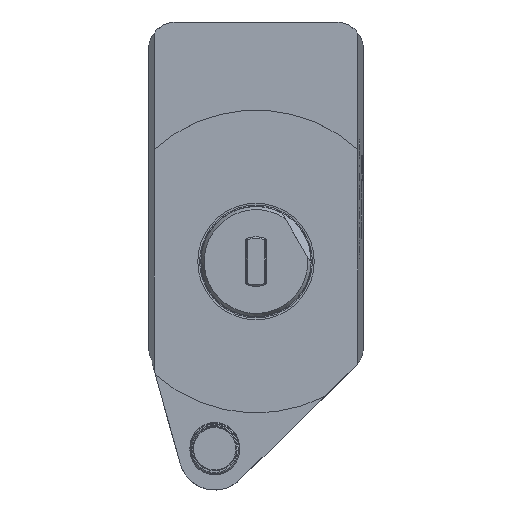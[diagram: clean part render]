
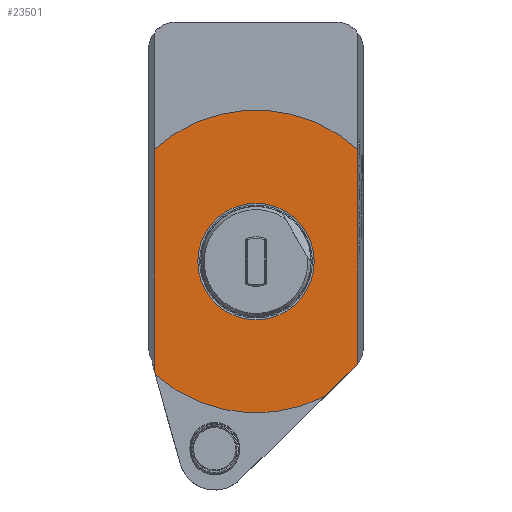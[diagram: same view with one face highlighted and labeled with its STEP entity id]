
A CAD part, front view. The second image highlights one B-rep face of the part: STEP entity #23501.
In plain terms, the highlighted planar face has unit normal (0, -1, 0).
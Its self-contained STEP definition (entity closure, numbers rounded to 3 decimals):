
#147 = VERTEX_POINT ( 'NONE', #18932 ) ;
#1262 = EDGE_CURVE ( 'NONE', #17290, #9538, #10376, .T. ) ;
#1447 = LINE ( 'NONE', #11727, #15195 ) ;
#1528 = CARTESIAN_POINT ( 'NONE',  ( 24.9, -12.2, -49.041 ) ) ;
#1746 = LINE ( 'NONE', #2579, #21963 ) ;
#1973 = EDGE_CURVE ( 'NONE', #18146, #19192, #4221, .T. ) ;
#2093 = VECTOR ( 'NONE', #16535, 1000. ) ;
#2418 = DIRECTION ( 'NONE',  ( 0.269, 0., -0.963 ) ) ;
#2579 = CARTESIAN_POINT ( 'NONE',  ( -27.521, -12.2, -73.495 ) ) ;
#2703 = DIRECTION ( 'NONE',  ( 0., -1., 0. ) ) ;
#2722 = EDGE_CURVE ( 'NONE', #16763, #10180, #1447, .T. ) ;
#3666 = EDGE_CURVE ( 'NONE', #147, #16763, #8399, .T. ) ;
#3814 = DIRECTION ( 'NONE',  ( 0., 0., 1. ) ) ;
#3828 = ORIENTED_EDGE ( 'NONE', *, *, #19329, .T. ) ;
#4098 = PLANE ( 'NONE',  #10524 ) ;
#4134 = AXIS2_PLACEMENT_3D ( 'NONE', #15254, #9655, #9328 ) ;
#4221 = LINE ( 'NONE', #18754, #2093 ) ;
#4317 = CIRCLE ( 'NONE', #14924, 21.153 ) ;
#5113 = FACE_OUTER_BOUND ( 'NONE', #13864, .T. ) ;
#5925 = DIRECTION ( 'NONE',  ( 0., -1., 0. ) ) ;
#6052 = LINE ( 'NONE', #20213, #20791 ) ;
#6166 = CARTESIAN_POINT ( 'NONE',  ( 0., -12.2, 0. ) ) ;
#6237 = ORIENTED_EDGE ( 'NONE', *, *, #1973, .F. ) ;
#6569 = DIRECTION ( 'NONE',  ( 0.714, 0., 0.701 ) ) ;
#6663 = CARTESIAN_POINT ( 'NONE',  ( 37., -12.2, 40.694 ) ) ;
#7555 = EDGE_CURVE ( 'NONE', #18146, #17290, #1746, .T. ) ;
#8399 = CIRCLE ( 'NONE', #22389, 10. ) ;
#8523 = CIRCLE ( 'NONE', #4134, 55. ) ;
#8929 = ORIENTED_EDGE ( 'NONE', *, *, #7555, .T. ) ;
#9328 = DIRECTION ( 'NONE',  ( 0., 0., -1. ) ) ;
#9538 = VERTEX_POINT ( 'NONE', #1528 ) ;
#9536 = CARTESIAN_POINT ( 'NONE',  ( -37., -12.2, -39.535 ) ) ;
#9655 = DIRECTION ( 'NONE',  ( 0., -1., 0. ) ) ;
#9814 = DIRECTION ( 'NONE',  ( 0., 1., 0. ) ) ;
#9911 = DIRECTION ( 'NONE',  ( 0., 0., 1. ) ) ;
#10180 = VERTEX_POINT ( 'NONE', #6663 ) ;
#10376 = CIRCLE ( 'NONE', #16550, 55. ) ;
#10524 = AXIS2_PLACEMENT_3D ( 'NONE', #15911, #21480, #23541 ) ;
#10825 = ORIENTED_EDGE ( 'NONE', *, *, #23265, .T. ) ;
#11611 = CARTESIAN_POINT ( 'NONE',  ( 37., -12.2, -37. ) ) ;
#11727 = CARTESIAN_POINT ( 'NONE',  ( 37., -12.2, -83. ) ) ;
#11937 = CARTESIAN_POINT ( 'NONE',  ( 0., -12.2, 0. ) ) ;
#11948 = ORIENTED_EDGE ( 'NONE', *, *, #3666, .T. ) ;
#13752 = CARTESIAN_POINT ( 'NONE',  ( 0., -12.2, 21.153 ) ) ;
#13864 = EDGE_LOOP ( 'NONE', ( #23629, #22124, #6237, #8929, #16109, #10825, #11948 ) ) ;
#14659 = CARTESIAN_POINT ( 'NONE',  ( 29., -12.2, -31. ) ) ;
#14924 = AXIS2_PLACEMENT_3D ( 'NONE', #11937, #9814, #9911 ) ;
#15081 = VERTEX_POINT ( 'NONE', #13752 ) ;
#15195 = VECTOR ( 'NONE', #3814, 1000. ) ;
#15254 = CARTESIAN_POINT ( 'NONE',  ( 0., -12.2, 0. ) ) ;
#15911 = CARTESIAN_POINT ( 'NONE',  ( 0., -12.2, -20. ) ) ;
#16109 = ORIENTED_EDGE ( 'NONE', *, *, #1262, .T. ) ;
#16535 = DIRECTION ( 'NONE',  ( 0., 0., 1. ) ) ;
#16550 = AXIS2_PLACEMENT_3D ( 'NONE', #6166, #5925, #21789 ) ;
#16763 = VERTEX_POINT ( 'NONE', #11611 ) ;
#17290 = VERTEX_POINT ( 'NONE', #20489 ) ;
#18146 = VERTEX_POINT ( 'NONE', #9536 ) ;
#18754 = CARTESIAN_POINT ( 'NONE',  ( -37., -12.2, -83. ) ) ;
#18932 = CARTESIAN_POINT ( 'NONE',  ( 36.006, -12.2, -38.135 ) ) ;
#19192 = VERTEX_POINT ( 'NONE', #21171 ) ;
#19329 = EDGE_CURVE ( 'NONE', #15081, #15081, #4317, .T. ) ;
#19926 = EDGE_LOOP ( 'NONE', ( #3828 ) ) ;
#20213 = CARTESIAN_POINT ( 'NONE',  ( 36.006, -12.2, -38.135 ) ) ;
#20461 = DIRECTION ( 'NONE',  ( 0., 0., -1. ) ) ;
#20489 = CARTESIAN_POINT ( 'NONE',  ( -36.568, -12.2, -41.083 ) ) ;
#20791 = VECTOR ( 'NONE', #6569, 1000. ) ;
#21171 = CARTESIAN_POINT ( 'NONE',  ( -37., -12.2, 40.694 ) ) ;
#21480 = DIRECTION ( 'NONE',  ( 0., -1., 0. ) ) ;
#21789 = DIRECTION ( 'NONE',  ( 0., 0., -1. ) ) ;
#21963 = VECTOR ( 'NONE', #2418, 1000. ) ;
#22124 = ORIENTED_EDGE ( 'NONE', *, *, #23097, .T. ) ;
#22389 = AXIS2_PLACEMENT_3D ( 'NONE', #14659, #2703, #20461 ) ;
#23097 = EDGE_CURVE ( 'NONE', #10180, #19192, #8523, .T. ) ;
#23265 = EDGE_CURVE ( 'NONE', #9538, #147, #6052, .T. ) ;
#23501 = ADVANCED_FACE ( 'NONE', ( #23510, #5113 ), #4098, .T. ) ;
#23510 = FACE_BOUND ( 'NONE', #19926, .T. ) ;
#23541 = DIRECTION ( 'NONE',  ( 0., 0., -1. ) ) ;
#23629 = ORIENTED_EDGE ( 'NONE', *, *, #2722, .T. ) ;
